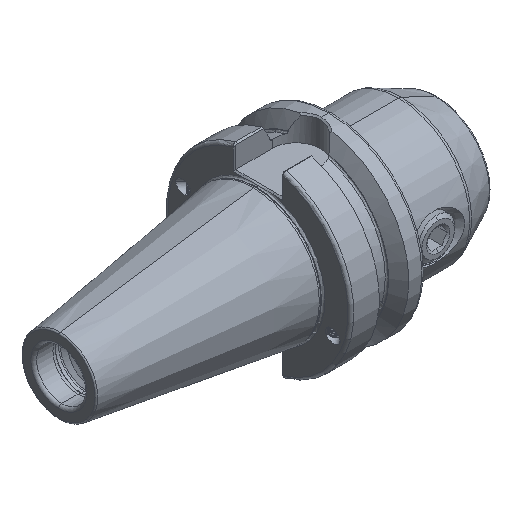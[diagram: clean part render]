
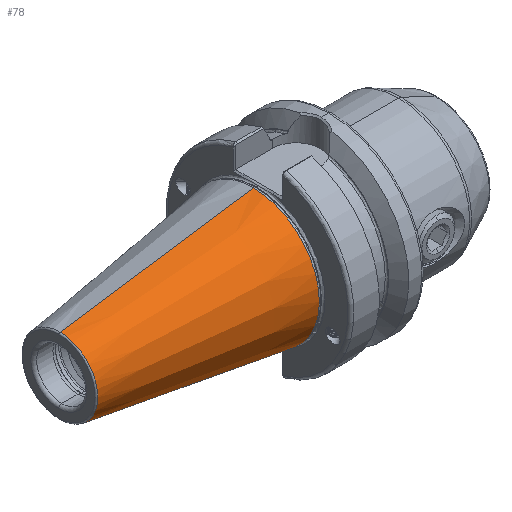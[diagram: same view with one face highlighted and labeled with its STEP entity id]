
A CAD part, isometric view. The second image highlights one B-rep face of the part: STEP entity #78.
In plain terms, the highlighted conical face has half-angle 8.297 degrees and reference radius 22.298 mm.
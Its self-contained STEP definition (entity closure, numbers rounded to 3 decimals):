
#78 = ADVANCED_FACE ( 'NONE', ( #13111 ), #13083, .T. ) ;
#1914 = CARTESIAN_POINT ( 'NONE',  ( -66.972, 0., 0. ) ) ;
#1917 = DIRECTION ( 'NONE',  ( 0., 0., -1. ) ) ;
#1930 = DIRECTION ( 'NONE',  ( 1., 0., 0. ) ) ;
#3434 = EDGE_CURVE ( 'NONE', #14175, #14136, #13877, .T. ) ;
#3544 = EDGE_CURVE ( 'NONE', #14145, #14142, #15723, .T. ) ;
#3711 = EDGE_CURVE ( 'NONE', #14142, #14136, #15234, .T. ) ;
#3760 = EDGE_CURVE ( 'NONE', #14145, #14175, #15269, .T. ) ;
#4236 = AXIS2_PLACEMENT_3D ( 'NONE', #16178, #16164, #16167 ) ;
#4560 = DIRECTION ( 'NONE',  ( 0.99, 0., -0.144 ) ) ;
#4568 = CARTESIAN_POINT ( 'NONE',  ( -1.5, 0., -22.298 ) ) ;
#5240 = CARTESIAN_POINT ( 'NONE',  ( -1.5, 0., 22.298 ) ) ;
#5251 = DIRECTION ( 'NONE',  ( 0.99, 0., 0.144 ) ) ;
#5647 = CARTESIAN_POINT ( 'NONE',  ( -1.5, 0., 0. ) ) ;
#5650 = DIRECTION ( 'NONE',  ( 1., 0., 0. ) ) ;
#5651 = DIRECTION ( 'NONE',  ( 0., 0., -1. ) ) ;
#11112 = AXIS2_PLACEMENT_3D ( 'NONE', #5647, #5650, #5651 ) ;
#11122 = AXIS2_PLACEMENT_3D ( 'NONE', #1914, #1930, #1917 ) ;
#11671 = ORIENTED_EDGE ( 'NONE', *, *, #3711, .F. ) ;
#11692 = ORIENTED_EDGE ( 'NONE', *, *, #3760, .T. ) ;
#11702 = ORIENTED_EDGE ( 'NONE', *, *, #3544, .F. ) ;
#11729 = ORIENTED_EDGE ( 'NONE', *, *, #3434, .T. ) ;
#13083 = CONICAL_SURFACE ( 'NONE', #4236, 22.298, 0.145 ) ;
#13111 = FACE_OUTER_BOUND ( 'NONE', #14224, .T. ) ;
#13871 = VECTOR ( 'NONE', #4560, 1000. ) ;
#13877 = LINE ( 'NONE', #4568, #13871 ) ;
#14136 = VERTEX_POINT ( 'NONE', #21439 ) ;
#14142 = VERTEX_POINT ( 'NONE', #21424 ) ;
#14145 = VERTEX_POINT ( 'NONE', #21438 ) ;
#14175 = VERTEX_POINT ( 'NONE', #21518 ) ;
#14224 = EDGE_LOOP ( 'NONE', ( #11702, #11692, #11729, #11671 ) ) ;
#15234 = CIRCLE ( 'NONE', #11112, 22.298 ) ;
#15269 = CIRCLE ( 'NONE', #11122, 12.75 ) ;
#15723 = LINE ( 'NONE', #5240, #15731 ) ;
#15731 = VECTOR ( 'NONE', #5251, 1000. ) ;
#16164 = DIRECTION ( 'NONE',  ( 1., 0., 0. ) ) ;
#16167 = DIRECTION ( 'NONE',  ( 0., 0., -1. ) ) ;
#16178 = CARTESIAN_POINT ( 'NONE',  ( -1.5, 0., 0. ) ) ;
#21424 = CARTESIAN_POINT ( 'NONE',  ( -1.5, 0., 22.298 ) ) ;
#21438 = CARTESIAN_POINT ( 'NONE',  ( -66.972, 0., 12.75 ) ) ;
#21439 = CARTESIAN_POINT ( 'NONE',  ( -1.5, 0., -22.298 ) ) ;
#21518 = CARTESIAN_POINT ( 'NONE',  ( -66.972, 0., -12.75 ) ) ;
